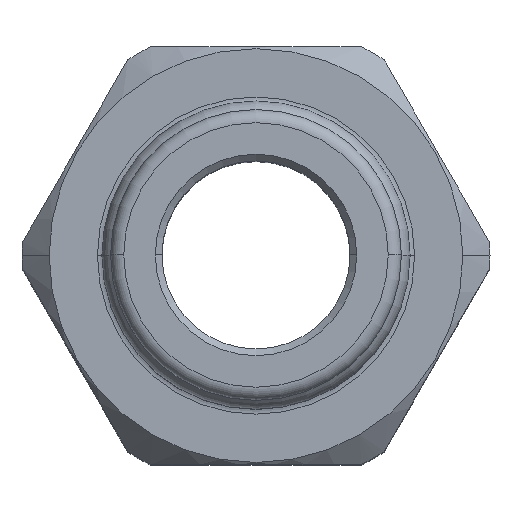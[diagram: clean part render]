
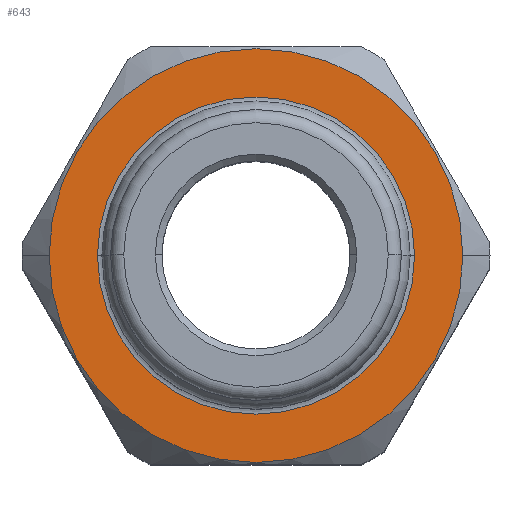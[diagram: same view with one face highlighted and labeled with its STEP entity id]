
A CAD part, top view. The second image highlights one B-rep face of the part: STEP entity #643.
In plain terms, the highlighted planar face has unit normal (0, 0, 1).
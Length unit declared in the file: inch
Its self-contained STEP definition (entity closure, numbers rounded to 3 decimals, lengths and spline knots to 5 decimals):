
#345 = ORIENTED_EDGE ( 'NONE', *, *, #7579, .T. ) ;
#474 = CARTESIAN_POINT ( 'NONE',  ( 0., 0., 0.075 ) ) ;
#643 = ADVANCED_FACE ( 'NONE', ( #10286, #5818 ), #8500, .T. ) ;
#659 = EDGE_CURVE ( 'NONE', #8934, #5332, #5938, .T. ) ;
#1248 = AXIS2_PLACEMENT_3D ( 'NONE', #3512, #5228, #3624 ) ;
#1436 = DIRECTION ( 'NONE',  ( 0., 0., -1. ) ) ;
#2021 = EDGE_CURVE ( 'NONE', #6227, #8921, #2576, .T. ) ;
#2099 = AXIS2_PLACEMENT_3D ( 'NONE', #4989, #1436, #7790 ) ;
#2346 = AXIS2_PLACEMENT_3D ( 'NONE', #474, #11247, #3094 ) ;
#2576 = CIRCLE ( 'NONE', #1248, 0.30944 ) ;
#3094 = DIRECTION ( 'NONE',  ( 1., 0., 0. ) ) ;
#3217 = DIRECTION ( 'NONE',  ( 0., 0., 1. ) ) ;
#3512 = CARTESIAN_POINT ( 'NONE',  ( 0., 0., 0.075 ) ) ;
#3624 = DIRECTION ( 'NONE',  ( 1., 0., 0. ) ) ;
#3986 = DIRECTION ( 'NONE',  ( 0., 0., 1. ) ) ;
#4046 = AXIS2_PLACEMENT_3D ( 'NONE', #5107, #3986, #8619 ) ;
#4401 = CIRCLE ( 'NONE', #4787, 0.30944 ) ;
#4787 = AXIS2_PLACEMENT_3D ( 'NONE', #7800, #3217, #6844 ) ;
#4989 = CARTESIAN_POINT ( 'NONE',  ( 0., 0., 0.075 ) ) ;
#4994 = CARTESIAN_POINT ( 'NONE',  ( 0.23719, 0., 0.075 ) ) ;
#5107 = CARTESIAN_POINT ( 'NONE',  ( 0., 0., 0.075 ) ) ;
#5175 = EDGE_LOOP ( 'NONE', ( #6393, #345 ) ) ;
#5228 = DIRECTION ( 'NONE',  ( 0., 0., 1. ) ) ;
#5302 = ORIENTED_EDGE ( 'NONE', *, *, #10433, .T. ) ;
#5332 = VERTEX_POINT ( 'NONE', #4994 ) ;
#5462 = CARTESIAN_POINT ( 'NONE',  ( -0.23719, 0., 0.075 ) ) ;
#5623 = EDGE_LOOP ( 'NONE', ( #5302, #9003 ) ) ;
#5818 = FACE_OUTER_BOUND ( 'NONE', #5175, .T. ) ;
#5938 = CIRCLE ( 'NONE', #2346, 0.23719 ) ;
#6227 = VERTEX_POINT ( 'NONE', #8772 ) ;
#6393 = ORIENTED_EDGE ( 'NONE', *, *, #2021, .T. ) ;
#6844 = DIRECTION ( 'NONE',  ( 1., 0., 0. ) ) ;
#7218 = CIRCLE ( 'NONE', #2099, 0.23719 ) ;
#7579 = EDGE_CURVE ( 'NONE', #8921, #6227, #4401, .T. ) ;
#7790 = DIRECTION ( 'NONE',  ( 1., 0., 0. ) ) ;
#7800 = CARTESIAN_POINT ( 'NONE',  ( 0., 0., 0.075 ) ) ;
#8500 = PLANE ( 'NONE',  #4046 ) ;
#8619 = DIRECTION ( 'NONE',  ( 1., 0., 0. ) ) ;
#8772 = CARTESIAN_POINT ( 'NONE',  ( -0.30944, 0., 0.075 ) ) ;
#8921 = VERTEX_POINT ( 'NONE', #9805 ) ;
#8934 = VERTEX_POINT ( 'NONE', #5462 ) ;
#9003 = ORIENTED_EDGE ( 'NONE', *, *, #659, .T. ) ;
#9805 = CARTESIAN_POINT ( 'NONE',  ( 0.30944, 0., 0.075 ) ) ;
#10286 = FACE_BOUND ( 'NONE', #5623, .T. ) ;
#10433 = EDGE_CURVE ( 'NONE', #5332, #8934, #7218, .T. ) ;
#11247 = DIRECTION ( 'NONE',  ( 0., 0., -1. ) ) ;
